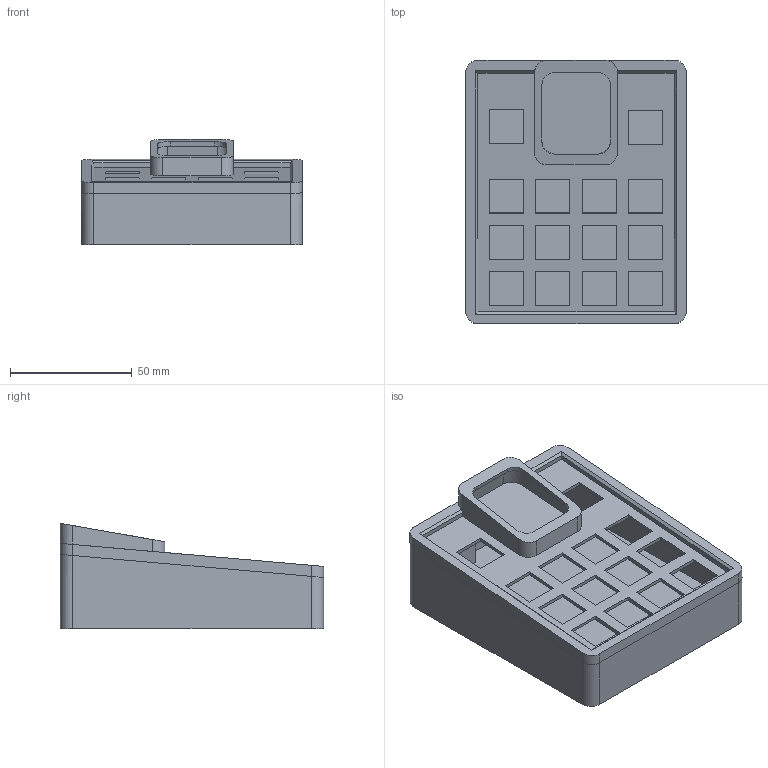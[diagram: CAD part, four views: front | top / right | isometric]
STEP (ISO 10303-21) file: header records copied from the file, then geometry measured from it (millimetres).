
FILE_DESCRIPTION(/* description */ ('','CAx-IF Rec.Pracs.---Representation and Presentation of Product Manufacturing Information (PMI)---4.0---2014-10-13'),/* implementation_level */ '2;1');
FILE_NAME(/* name */ 'Case.step',/* time_stamp */ '2025-08-27T23:21:24+05:30',/* author */ (''),/* organization */ (''),/* preprocessor_version */ 'ST-DEVELOPER v20',/* originating_system */ 'Autodesk Translation Framework v13.20.0.188',/* authorisation */ '');
FILE_SCHEMA (('AP242_MANAGED_MODEL_BASED_3D_ENGINEERING_MIM_LF { 1 0 10303 442 1 1 4 }'));
Length unit declared in the file: millimetre
Products named in the file (2): Case; touch button TTP223
Assembly tree (2 placements, depth 2):
  Case
    touch button TTP223  x2
Bounding box: 90.48 x 108.01 x 43.19 mm (x, y, z)
Volume: 144479.9 mm3; surface area: 60107.8 mm2
Topology: 6 solids, 6 shells, 625 faces, 1643 edges, 1094 vertices
Faces by surface type: plane 361, bspline 220, cylinder 44
Full cylindrical faces by diameter (mm): 1 x6, 1.4 x8, 9.1 x2, 9.7 x2
Entity records: 17593 total; most frequent: CARTESIAN_POINT 8398, ORIENTED_EDGE 2080, DIRECTION 1466, EDGE_CURVE 1040, LINE 746, VECTOR 746, VERTEX_POINT 692, EDGE_LOOP 460
